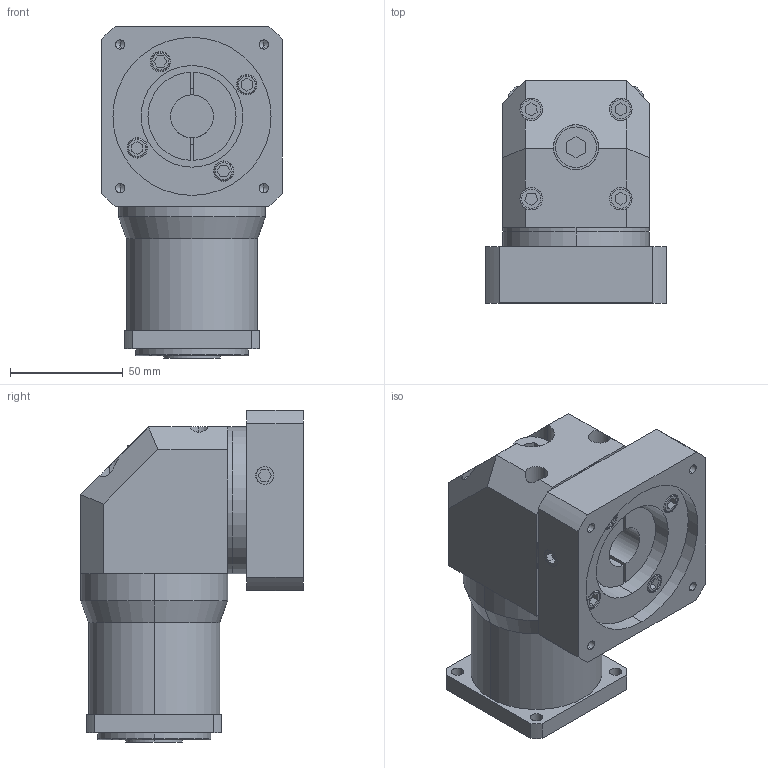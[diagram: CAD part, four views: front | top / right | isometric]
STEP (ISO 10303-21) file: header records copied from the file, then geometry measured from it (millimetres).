
FILE_DESCRIPTION (( 'STEP AP214' ), '1' );
FILE_NAME ('VGZK60双级模型-T（19-35 70-3 4-5.5-90）.STEP', '2018-07-18T05:52:52', ( 'Windows' ), ( 'Microsoft' ), 'SwSTEP 2.0', 'SolidWorks 2016', '' );
FILE_SCHEMA (( 'AUTOMOTIVE_DESIGN' ));
Length unit declared in the file: millimetre
Products named in the file (1): VGZK60双级模型-T（19-35 70-3 4-5.5-90）
Bounding box: 80 x 98.5 x 147 mm (x, y, z)
Volume: 570723.4 mm3; surface area: 80628.4 mm2
Topology: 3 solids, 3 shells, 275 faces, 660 edges, 423 vertices
Faces by surface type: plane 155, cylinder 100, cone 10, torus 10
Entity records: 8328 total; most frequent: DIRECTION 1416, CARTESIAN_POINT 1396, ORIENTED_EDGE 1304, EDGE_CURVE 652, AXIS2_PLACEMENT_3D 503, VERTEX_POINT 423, VECTOR 410, LINE 410
